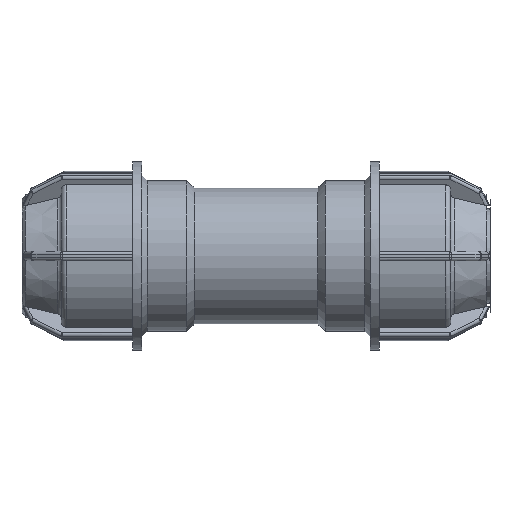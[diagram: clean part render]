
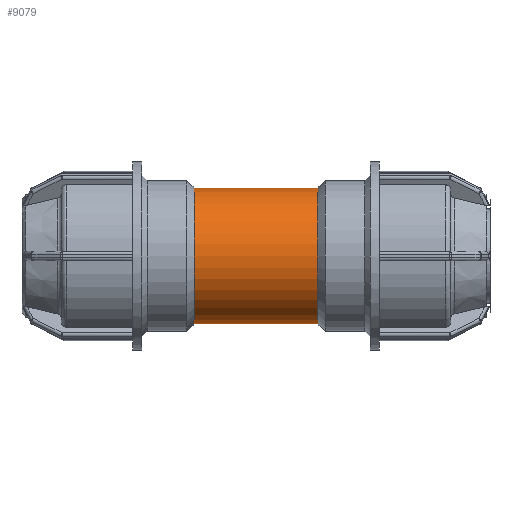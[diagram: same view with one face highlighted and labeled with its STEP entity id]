
A CAD part, front view. The second image highlights one B-rep face of the part: STEP entity #9079.
In plain terms, the highlighted cylindrical face has radius 18 mm (diameter 36 mm), a full revolution.
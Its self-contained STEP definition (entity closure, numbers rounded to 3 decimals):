
#1537=CIRCLE('',#9282,18.);
#1704=CIRCLE('',#9648,18.);
#2105=FACE_BOUND('',#3147,.T.);
#2106=FACE_BOUND('',#3148,.T.);
#2522=FACE_OUTER_BOUND('',#3146,.T.);
#3146=EDGE_LOOP('',(#7582));
#3147=EDGE_LOOP('',(#7583));
#3148=EDGE_LOOP('',(#7584));
#3362=B_SPLINE_CURVE_WITH_KNOTS('',3,(#13228,#13229,#13230,#13231,#13232,
#13233,#13234,#13235,#13236,#13237,#13238,#13239,#13240,#13241,#13242,#13243,
#13244,#13245,#13246,#13247,#13248,#13249,#13250,#13251,#13252,#13253,#13254,
#13255,#13256,#13257,#13258,#13259,#13260,#13261),.UNSPECIFIED.,.T.,.F.,
(4,2,2,2,2,2,2,2,2,2,2,2,2,2,2,2,4),(0.,0.213,0.425,
0.637,0.85,1.062,1.275,1.487,
1.7,1.912,2.125,2.337,2.55,
2.762,2.975,3.187,3.4),
 .UNSPECIFIED.);
#3618=VERTEX_POINT('',#13227);
#3620=VERTEX_POINT('',#13265);
#3883=VERTEX_POINT('',#14754);
#4425=EDGE_CURVE('',#3618,#3618,#3362,.T.);
#4427=EDGE_CURVE('',#3620,#3620,#1537,.T.);
#4876=EDGE_CURVE('',#3883,#3883,#1704,.T.);
#7582=ORIENTED_EDGE('',*,*,#4427,.T.);
#7583=ORIENTED_EDGE('',*,*,#4425,.T.);
#7584=ORIENTED_EDGE('',*,*,#4876,.F.);
#8619=CYLINDRICAL_SURFACE('',#10014,18.);
#9079=ADVANCED_FACE('',(#2522,#2105,#2106),#8619,.T.);
#9282=AXIS2_PLACEMENT_3D('',#13266,#10410,#10411);
#9648=AXIS2_PLACEMENT_3D('',#14755,#11322,#11323);
#10014=AXIS2_PLACEMENT_3D('',#16254,#12234,#12235);
#10410=DIRECTION('center_axis',(1.,0.,0.));
#10411=DIRECTION('ref_axis',(0.,0.,-1.));
#11322=DIRECTION('center_axis',(1.,0.,0.));
#11323=DIRECTION('ref_axis',(0.,0.,-1.));
#12234=DIRECTION('center_axis',(1.,0.,0.));
#12235=DIRECTION('ref_axis',(0.,1.,0.));
#13227=CARTESIAN_POINT('',(0.,17.107,-5.6));
#13228=CARTESIAN_POINT('Ctrl Pts',(0.,17.107,
-5.6));
#13229=CARTESIAN_POINT('Ctrl Pts',(0.708,17.107,-5.6));
#13230=CARTESIAN_POINT('Ctrl Pts',(1.46,17.155,-5.457));
#13231=CARTESIAN_POINT('Ctrl Pts',(2.839,17.327,-4.885));
#13232=CARTESIAN_POINT('Ctrl Pts',(3.465,17.447,-4.454));
#13233=CARTESIAN_POINT('Ctrl Pts',(4.454,17.671,-3.465));
#13234=CARTESIAN_POINT('Ctrl Pts',(4.885,17.788,-2.839));
#13235=CARTESIAN_POINT('Ctrl Pts',(5.458,17.954,-1.46));
#13236=CARTESIAN_POINT('Ctrl Pts',(5.6,18.,-0.708));
#13237=CARTESIAN_POINT('Ctrl Pts',(5.6,18.,0.708));
#13238=CARTESIAN_POINT('Ctrl Pts',(5.458,17.954,1.46));
#13239=CARTESIAN_POINT('Ctrl Pts',(4.885,17.788,2.839));
#13240=CARTESIAN_POINT('Ctrl Pts',(4.454,17.671,3.465));
#13241=CARTESIAN_POINT('Ctrl Pts',(3.465,17.447,4.454));
#13242=CARTESIAN_POINT('Ctrl Pts',(2.839,17.327,4.885));
#13243=CARTESIAN_POINT('Ctrl Pts',(1.46,17.155,5.457));
#13244=CARTESIAN_POINT('Ctrl Pts',(0.708,17.107,5.6));
#13245=CARTESIAN_POINT('Ctrl Pts',(-0.708,17.107,
5.6));
#13246=CARTESIAN_POINT('Ctrl Pts',(-1.46,17.155,5.457));
#13247=CARTESIAN_POINT('Ctrl Pts',(-2.839,17.327,4.885));
#13248=CARTESIAN_POINT('Ctrl Pts',(-3.465,17.447,4.454));
#13249=CARTESIAN_POINT('Ctrl Pts',(-4.454,17.671,3.465));
#13250=CARTESIAN_POINT('Ctrl Pts',(-4.885,17.788,2.839));
#13251=CARTESIAN_POINT('Ctrl Pts',(-5.458,17.954,1.46));
#13252=CARTESIAN_POINT('Ctrl Pts',(-5.6,18.,0.708));
#13253=CARTESIAN_POINT('Ctrl Pts',(-5.6,18.,-0.708));
#13254=CARTESIAN_POINT('Ctrl Pts',(-5.458,17.954,-1.46));
#13255=CARTESIAN_POINT('Ctrl Pts',(-4.885,17.788,-2.839));
#13256=CARTESIAN_POINT('Ctrl Pts',(-4.454,17.671,-3.465));
#13257=CARTESIAN_POINT('Ctrl Pts',(-3.465,17.447,-4.454));
#13258=CARTESIAN_POINT('Ctrl Pts',(-2.839,17.327,-4.885));
#13259=CARTESIAN_POINT('Ctrl Pts',(-1.46,17.155,-5.457));
#13260=CARTESIAN_POINT('Ctrl Pts',(-0.708,17.107,
-5.6));
#13261=CARTESIAN_POINT('Ctrl Pts',(0.,17.107,
-5.6));
#13265=CARTESIAN_POINT('',(-16.4,18.,0.));
#13266=CARTESIAN_POINT('Origin',(-16.4,0.,0.));
#14754=CARTESIAN_POINT('',(16.4,18.,0.));
#14755=CARTESIAN_POINT('Origin',(16.4,0.,0.));
#16254=CARTESIAN_POINT('Origin',(8.2,0.,0.));
